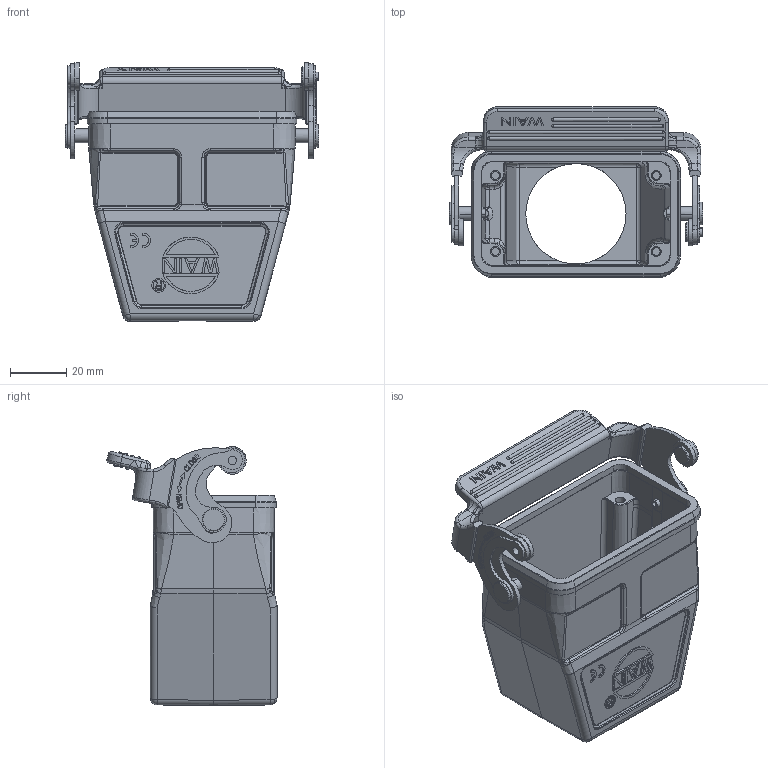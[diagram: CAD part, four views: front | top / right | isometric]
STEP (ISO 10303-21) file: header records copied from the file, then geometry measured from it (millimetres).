
FILE_DESCRIPTION(/* description */ (''),/* implementation_level */ '2;1');
FILE_NAME(/* name */ '3D_1240107215012_HV10B-CCTH-1L_SC-PG29_V1.1.stp',/* time_stamp */ '2023-12-29T11:13:52+08:00',/* author */ (''),/* organization */ (''),/* preprocessor_version */ 'ST-DEVELOPER v18.1',/* originating_system */ 'SIEMENS PLM Software NX 1980',/* authorisation */ '');
FILE_SCHEMA (('AUTOMOTIVE_DESIGN { 1 0 10303 214 3 1 1 1 }'));
Products named in the file (1): 14592E2886C7emas
Bounding box: 90.05 x 60.34 x 91.88 mm (x, y, z)
Volume: 72031.7 mm3; surface area: 42274.9 mm2
Topology: 3 solids, 3 shells, 1488 faces, 3949 edges, 2524 vertices
Faces by surface type: plane 597, cylinder 528, torus 133, cone 80, bspline 74, sphere 38, extrusion 38
Full cylindrical faces by diameter (mm): 35.6 x1
Entity records: 53772 total; most frequent: CARTESIAN_POINT 19634, ORIENTED_EDGE 7830, DIRECTION 5986, EDGE_CURVE 3915, VERTEX_POINT 2523, AXIS2_PLACEMENT_3D 2186, VECTOR 1614, EDGE_LOOP 1600
